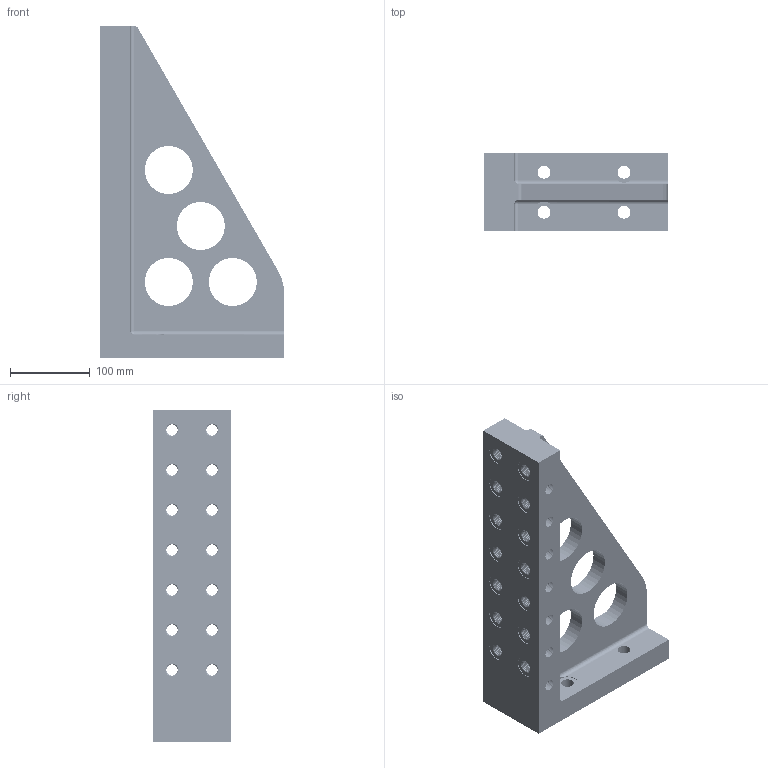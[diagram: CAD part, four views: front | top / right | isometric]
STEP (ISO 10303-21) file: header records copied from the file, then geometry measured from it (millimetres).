
FILE_DESCRIPTION(('STEP AP214'),'1');
FILE_NAME(' ',' ',('TraceParts'),('TraceParts S.A.'),'XStep 1.0',' ',' ');
FILE_SCHEMA(('automotive_design'));
Length unit declared in the file: millimetre
Products named in the file (1): 1
Bounding box: 230 x 98 x 415 mm (x, y, z)
Volume: 2562120.1 mm3; surface area: 320795.7 mm2
Topology: 1 solids, 1 shells, 4833 faces, 9741 edges, 4936 vertices
Faces by surface type: torus 1876, cone 1876, cylinder 1036, plane 43, sphere 2
Entity records: 235754 total; most frequent: DIRECTION 26197, CARTESIAN_POINT 19551, STYLED_ITEM 19509, PRESENTATION_STYLE_ASSIGNMENT 19509, COLOUR_RGB 19509, ORIENTED_EDGE 19478, AXIS2_PLACEMENT_3D 11626, EDGE_CURVE 9739
